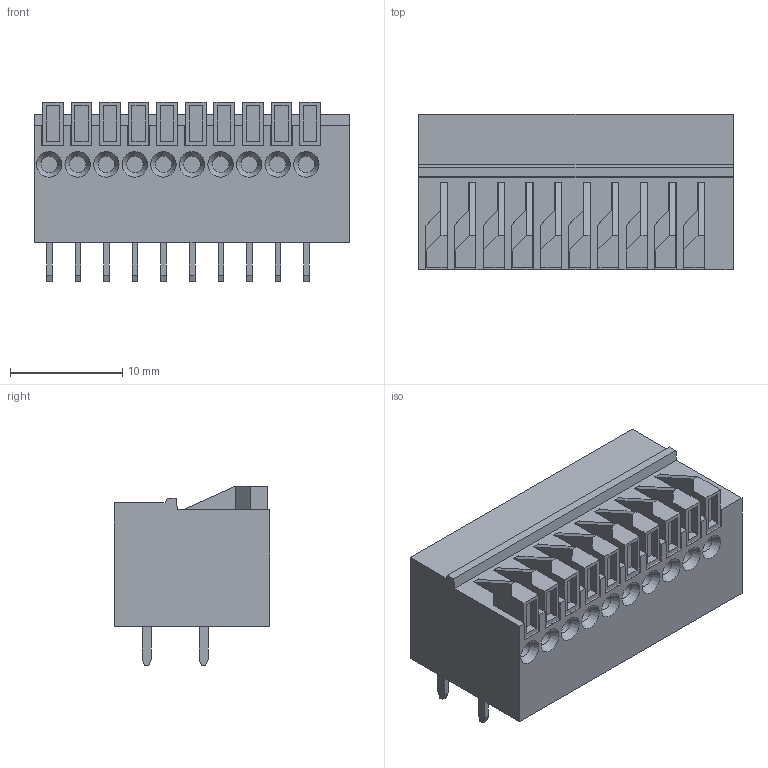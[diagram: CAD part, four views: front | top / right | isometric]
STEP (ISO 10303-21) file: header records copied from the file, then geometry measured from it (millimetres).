
FILE_DESCRIPTION(('FreeCAD Model'),'2;1');
FILE_NAME('Open CASCADE Shape Model','2021-11-02T13:55:35',('Author'),( ''),'Open CASCADE STEP processor 7.5','FreeCAD','Unknown');
FILE_SCHEMA(('AUTOMOTIVE_DESIGN { 1 0 10303 214 1 1 1 1 }'));
Length unit declared in the file: millimetre
Products named in the file (4): KF141R_2_54; Legs; Levers; Body
Assembly tree (3 placements, depth 2):
  KF141R_2_54
    Legs
    Levers
    Body
Bounding box: 27.94 x 13.8 x 16 mm (x, y, z)
Volume: 4099.6 mm3; surface area: 3847.6 mm2
Topology: 3 solids, 3 shells, 402 faces, 1048 edges, 682 vertices
Faces by surface type: plane 382, cone 10, cylinder 10
Full cylindrical faces by diameter (mm): 1.467 x10
Entity records: 25740 total; most frequent: CARTESIAN_POINT 4232, DIRECTION 3986, LINE 3094, VECTOR 3094, ORIENTED_EDGE 2096, PCURVE 2096, DEFINITIONAL_REPRESENTATION 2096, EDGE_CURVE 1048
